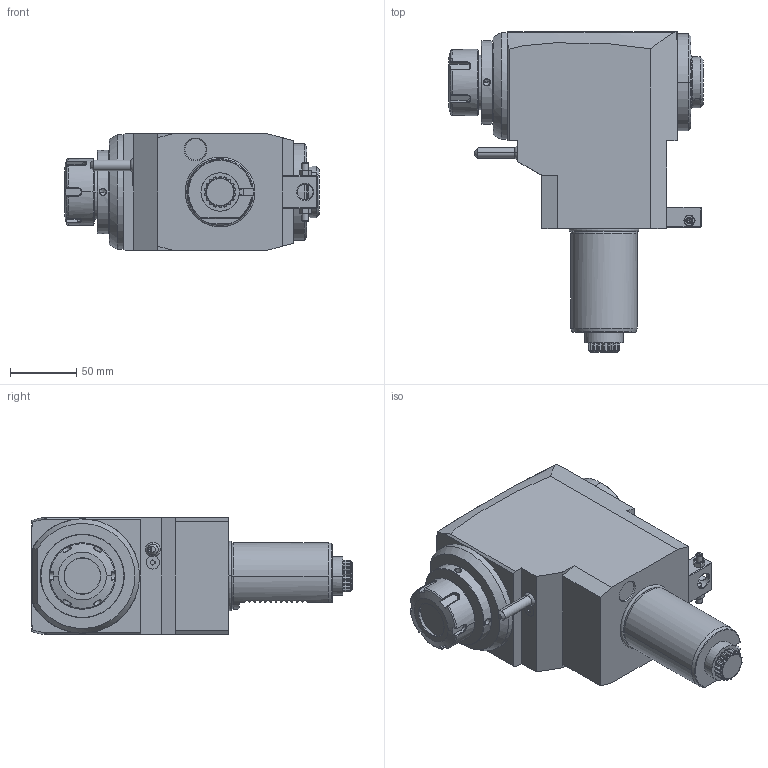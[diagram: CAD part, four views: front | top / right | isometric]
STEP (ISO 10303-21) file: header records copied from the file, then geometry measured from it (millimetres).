
FILE_DESCRIPTION((''),'2;1');
FILE_NAME('NGT1_50_231_32_3_2_110','2023-04-10T',('vali'),('NOVA GRUP'),'PRO/ENGINEER BY PARAMETRIC TECHNOLOGY CORPORATION, 2010280','PRO/ENGINEER BY PARAMETRIC TECHNOLOGY CORPORATION, 2010280','');
FILE_SCHEMA(('CONFIG_CONTROL_DESIGN'));
Length unit declared in the file: millimetre
Products named in the file (1): NGT1_50_231_32_3_2_110
Bounding box: 191.9 x 241 x 88 mm (x, y, z)
Volume: 1826847.2 mm3; surface area: 113175.4 mm2
Topology: 1 solids, 1 shells, 511 faces, 1354 edges, 848 vertices
Faces by surface type: plane 195, cylinder 161, cone 95, bspline 44, torus 12, extrusion 2, sphere 2
Entity records: 22514 total; most frequent: CARTESIAN_POINT 10717, ORIENTED_EDGE 2668, DIRECTION 2110, EDGE_CURVE 1334, VERTEX_POINT 848, AXIS2_PLACEMENT_3D 757, VECTOR 596, LINE 594
